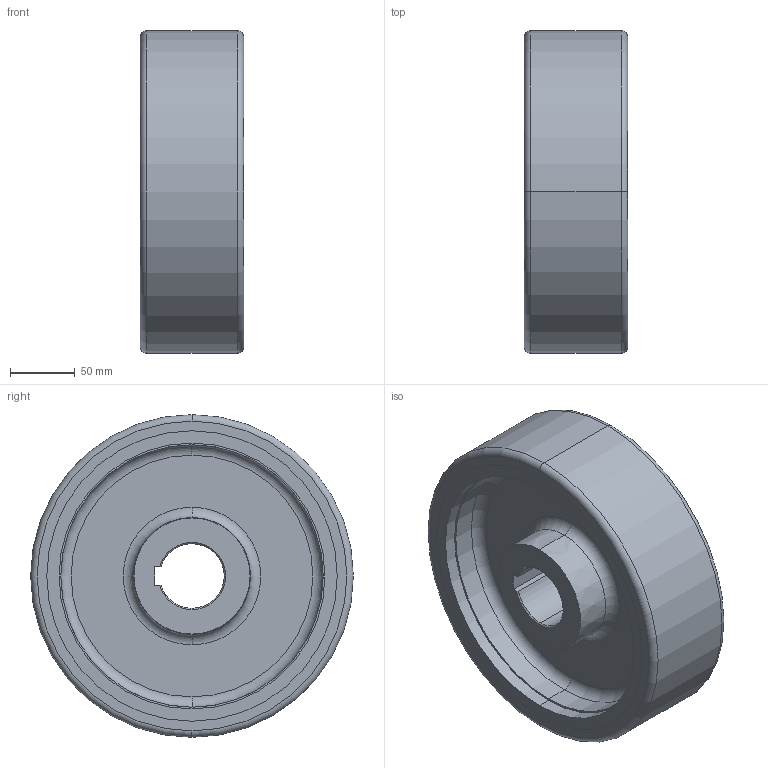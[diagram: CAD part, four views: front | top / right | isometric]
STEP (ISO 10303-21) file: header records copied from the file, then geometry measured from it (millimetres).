
FILE_DESCRIPTION (( 'STEP AP214' ), '1' );
FILE_NAME ('0017652.step', '2022-12-01T12:55:20', ( '' ), ( '' ), 'SwSTEP 2.0', 'SolidWorks 2020', '' );
FILE_SCHEMA (( 'AUTOMOTIVE_DESIGN' ));
Length unit declared in the file: millimetre
Products named in the file (1): 0017652
Bounding box: 80 x 250 x 250 mm (x, y, z)
Volume: 1947635 mm3; surface area: 337851.5 mm2
Topology: 2 solids, 2 shells, 49 faces, 104 edges, 64 vertices
Faces by surface type: cone 14, torus 12, plane 12, cylinder 11
Entity records: 1547 total; most frequent: DIRECTION 268, CARTESIAN_POINT 230, ORIENTED_EDGE 208, AXIS2_PLACEMENT_3D 118, EDGE_CURVE 104, CIRCLE 68, VERTEX_POINT 64, EDGE_LOOP 58
